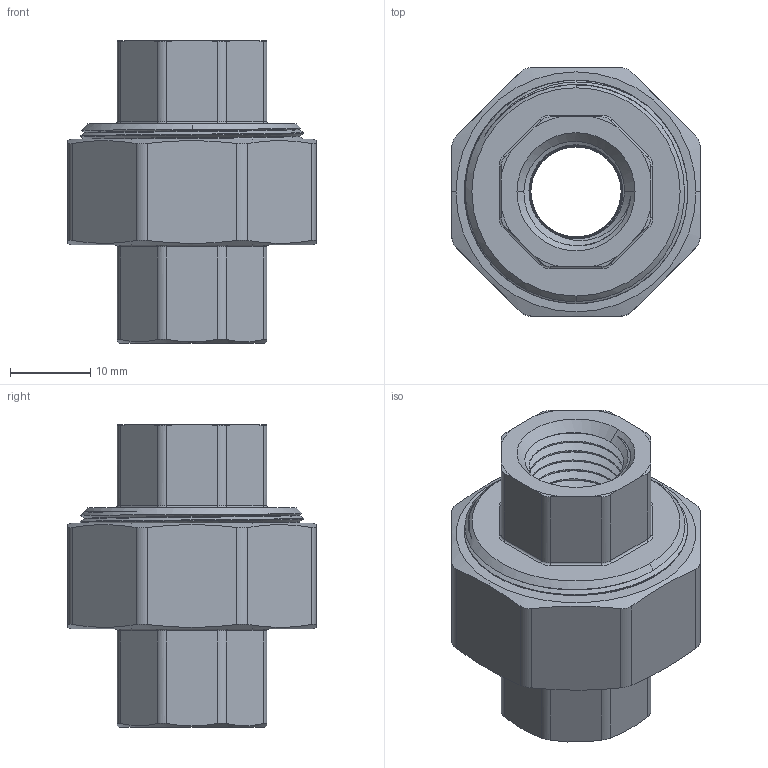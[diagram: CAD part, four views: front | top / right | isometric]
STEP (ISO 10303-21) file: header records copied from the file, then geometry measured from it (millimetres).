
FILE_DESCRIPTION (( 'STEP AP203' ), '1' );
FILE_NAME ('4464K484_304 Stainless Steel Threaded Pipe Fitting.STEP', '2023-06-01T16:37:46', ( 'Administrator' ), ( 'Managed by Terraform' ), 'SwSTEP 2.0', 'SolidWorks 2017', '' );
FILE_SCHEMA (( 'CONFIG_CONTROL_DESIGN' ));
Length unit declared in the file: inch
Products named in the file (1): 4464K484_304 Stainless Steel Threaded Pipe Fitting
Bounding box: 30.96 x 30.96 x 37.7 mm (x, y, z)
Volume: 13231.4 mm3; surface area: 10676.9 mm2
Topology: 3 solids, 3 shells, 258 faces, 702 edges, 457 vertices
Faces by surface type: cylinder 138, cone 55, plane 39, torus 16, bspline 10
Entity records: 30958 total; most frequent: CARTESIAN_POINT 25139, ORIENTED_EDGE 1404, DIRECTION 985, EDGE_CURVE 702, VERTEX_POINT 457, AXIS2_PLACEMENT_3D 378, EDGE_LOOP 271, ADVANCED_FACE 258
